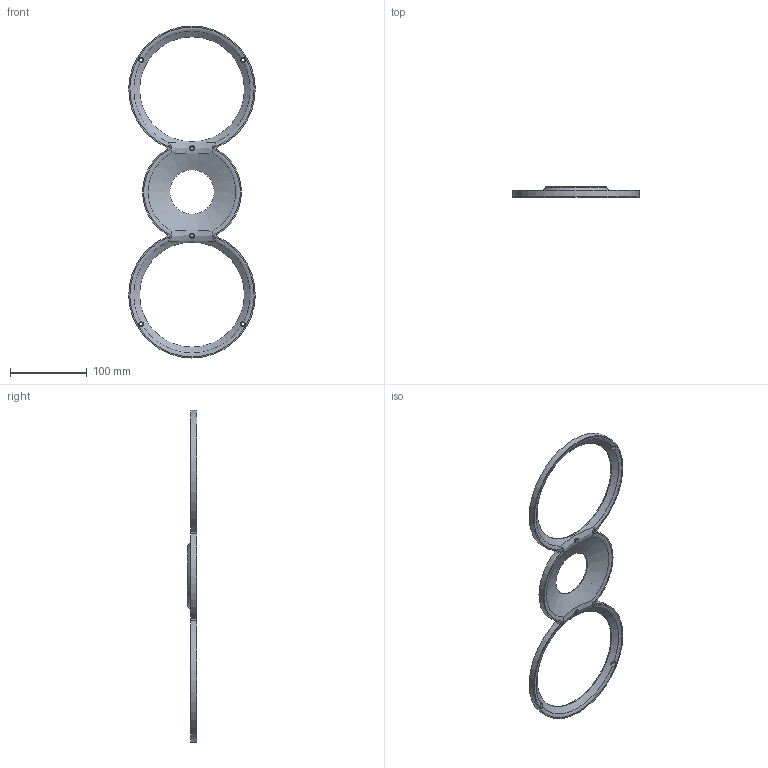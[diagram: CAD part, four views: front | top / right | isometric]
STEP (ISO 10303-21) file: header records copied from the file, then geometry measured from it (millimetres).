
FILE_DESCRIPTION(/* description */ (''),/* implementation_level */ '2;1');
FILE_NAME(/* name */ 'Plaque facade v44.step',/* time_stamp */ '2023-01-09T10:30:14+01:00',/* author */ (''),/* organization */ (''),/* preprocessor_version */ 'ST-DEVELOPER v19.2',/* originating_system */ 'Autodesk Translation Framework v11.17.0.187',/* authorisation */ '');
FILE_SCHEMA (('AUTOMOTIVE_DESIGN { 1 0 10303 214 3 1 1 }'));
Length unit declared in the file: millimetre
Products named in the file (1): Plaque facade
Bounding box: 165.27 x 13 x 433.8 mm (x, y, z)
Volume: 115459.6 mm3; surface area: 59726.2 mm2
Topology: 1 solids, 1 shells, 55 faces, 146 edges, 86 vertices
Faces by surface type: cylinder 24, bspline 14, plane 9, cone 4, torus 4
Full cylindrical faces by diameter (mm): 4 x6, 6.5 x6, 58.3 x1, 78.5 x1, 137 x2
Entity records: 2501 total; most frequent: CARTESIAN_POINT 1181, ORIENTED_EDGE 276, DIRECTION 244, EDGE_CURVE 138, AXIS2_PLACEMENT_3D 108, VERTEX_POINT 86, EDGE_LOOP 74, CIRCLE 66
